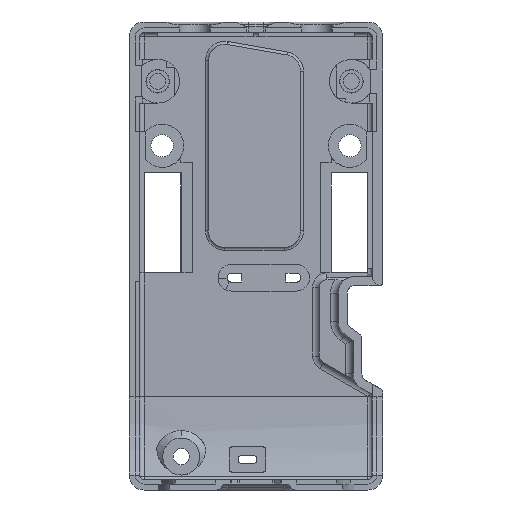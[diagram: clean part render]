
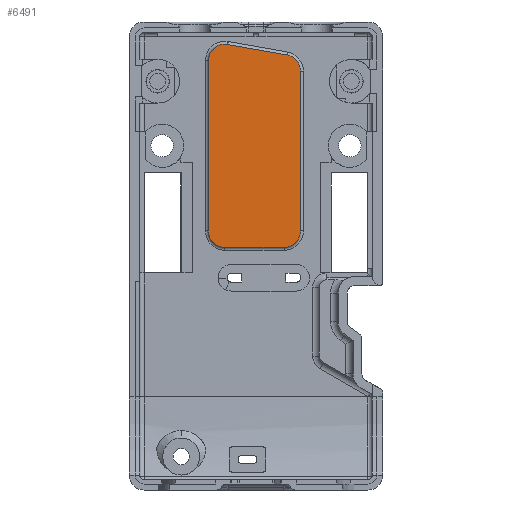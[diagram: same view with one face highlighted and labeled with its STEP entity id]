
A CAD part, front view. The second image highlights one B-rep face of the part: STEP entity #6491.
In plain terms, the highlighted planar face has unit normal (0, -1, 0).
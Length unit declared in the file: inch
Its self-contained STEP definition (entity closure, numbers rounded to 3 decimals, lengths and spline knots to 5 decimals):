
#1514 = CARTESIAN_POINT ( 'NONE',  ( 0.29874, 0.28764, 1.61353 ) ) ;
#1641 = ORIENTED_EDGE ( 'NONE', *, *, #7583, .T. ) ;
#1897 = CARTESIAN_POINT ( 'NONE',  ( -0.20958, 0.28764, 2.86654 ) ) ;
#1934 = DIRECTION ( 'NONE',  ( 0., 0., -1. ) ) ;
#1967 = VERTEX_POINT ( 'NONE', #1897 ) ;
#2098 = AXIS2_PLACEMENT_3D ( 'NONE', #3219, #7898, #15995 ) ;
#2249 = AXIS2_PLACEMENT_3D ( 'NONE', #4324, #4396, #12487 ) ;
#2372 = LINE ( 'NONE', #3362, #6154 ) ;
#2765 = DIRECTION ( 'NONE',  ( 0., 0., 1. ) ) ;
#3219 = CARTESIAN_POINT ( 'NONE',  ( -0.20958, 0.28764, 2.75654 ) ) ;
#3362 = CARTESIAN_POINT ( 'NONE',  ( -0.31958, 0.28764, 1.61353 ) ) ;
#3438 = AXIS2_PLACEMENT_3D ( 'NONE', #16211, #9715, #11179 ) ;
#3473 = VERTEX_POINT ( 'NONE', #9385 ) ;
#3532 = ORIENTED_EDGE ( 'NONE', *, *, #19471, .T. ) ;
#3704 = CARTESIAN_POINT ( 'NONE',  ( -0.20958, 0.28764, 2.75654 ) ) ;
#3848 = ORIENTED_EDGE ( 'NONE', *, *, #20471, .T. ) ;
#4013 = VERTEX_POINT ( 'NONE', #4770 ) ;
#4032 = ORIENTED_EDGE ( 'NONE', *, *, #13314, .T. ) ;
#4221 = VERTEX_POINT ( 'NONE', #9186 ) ;
#4324 = CARTESIAN_POINT ( 'NONE',  ( -0.20958, 0.28764, 2.75654 ) ) ;
#4396 = DIRECTION ( 'NONE',  ( 0., -1., 0. ) ) ;
#4509 = EDGE_CURVE ( 'NONE', #10685, #16932, #2372, .T. ) ;
#4770 = CARTESIAN_POINT ( 'NONE',  ( 0.20784, 0.28764, 2.79464 ) ) ;
#5014 = VECTOR ( 'NONE', #2765, 39.37008 ) ;
#5348 = CIRCLE ( 'NONE', #13775, 0.11 ) ;
#5930 = DIRECTION ( 'NONE',  ( 0., -1., 0. ) ) ;
#6013 = CARTESIAN_POINT ( 'NONE',  ( -0.31958, 0.28764, 2.75654 ) ) ;
#6154 = VECTOR ( 'NONE', #14619, 39.37008 ) ;
#6277 = PLANE ( 'NONE',  #2098 ) ;
#6491 = ADVANCED_FACE ( 'NONE', ( #7588 ), #6277, .T. ) ;
#7525 = VERTEX_POINT ( 'NONE', #10952 ) ;
#7583 = EDGE_CURVE ( 'NONE', #4013, #14271, #19584, .T. ) ;
#7588 = FACE_OUTER_BOUND ( 'NONE', #11438, .T. ) ;
#7898 = DIRECTION ( 'NONE',  ( 0., -1., 0. ) ) ;
#8740 = ORIENTED_EDGE ( 'NONE', *, *, #17425, .T. ) ;
#8938 = EDGE_CURVE ( 'NONE', #16096, #3473, #18054, .T. ) ;
#8976 = CARTESIAN_POINT ( 'NONE',  ( 0.18874, 0.28764, 2.68631 ) ) ;
#9186 = CARTESIAN_POINT ( 'NONE',  ( 0.29874, 0.28764, 2.68631 ) ) ;
#9385 = CARTESIAN_POINT ( 'NONE',  ( 0.18874, 0.28764, 1.50353 ) ) ;
#9715 = DIRECTION ( 'NONE',  ( 0., -1., 0. ) ) ;
#9992 = ORIENTED_EDGE ( 'NONE', *, *, #10428, .T. ) ;
#10199 = CIRCLE ( 'NONE', #2249, 0.11 ) ;
#10269 = LINE ( 'NONE', #1514, #5014 ) ;
#10428 = EDGE_CURVE ( 'NONE', #7525, #4221, #10269, .T. ) ;
#10452 = CARTESIAN_POINT ( 'NONE',  ( 0.18874, 0.28764, 1.61353 ) ) ;
#10685 = VERTEX_POINT ( 'NONE', #6013 ) ;
#10952 = CARTESIAN_POINT ( 'NONE',  ( 0.29874, 0.28764, 1.61353 ) ) ;
#11026 = ORIENTED_EDGE ( 'NONE', *, *, #19060, .T. ) ;
#11179 = DIRECTION ( 'NONE',  ( 0., 0., -1. ) ) ;
#11316 = AXIS2_PLACEMENT_3D ( 'NONE', #8976, #13885, #13956 ) ;
#11383 = DIRECTION ( 'NONE',  ( -0.985, 0., 0.174 ) ) ;
#11438 = EDGE_LOOP ( 'NONE', ( #1641, #4032, #3532, #12969, #11026, #14663, #3848, #9992, #8740 ) ) ;
#12081 = AXIS2_PLACEMENT_3D ( 'NONE', #10452, #5930, #20257 ) ;
#12487 = DIRECTION ( 'NONE',  ( 0., 0., -1. ) ) ;
#12969 = ORIENTED_EDGE ( 'NONE', *, *, #4509, .T. ) ;
#13314 = EDGE_CURVE ( 'NONE', #14271, #1967, #5348, .T. ) ;
#13697 = CARTESIAN_POINT ( 'NONE',  ( -0.19048, 0.28764, 2.86487 ) ) ;
#13775 = AXIS2_PLACEMENT_3D ( 'NONE', #3704, #16730, #1934 ) ;
#13885 = DIRECTION ( 'NONE',  ( 0., -1., 0. ) ) ;
#13956 = DIRECTION ( 'NONE',  ( 0., 0., -1. ) ) ;
#14271 = VERTEX_POINT ( 'NONE', #13697 ) ;
#14483 = CIRCLE ( 'NONE', #12081, 0.11 ) ;
#14619 = DIRECTION ( 'NONE',  ( 0., 0., -1. ) ) ;
#14663 = ORIENTED_EDGE ( 'NONE', *, *, #8938, .T. ) ;
#14835 = DIRECTION ( 'NONE',  ( 1., 0., 0. ) ) ;
#15995 = DIRECTION ( 'NONE',  ( 0., 0., -1. ) ) ;
#16087 = VECTOR ( 'NONE', #11383, 39.37008 ) ;
#16096 = VERTEX_POINT ( 'NONE', #18832 ) ;
#16211 = CARTESIAN_POINT ( 'NONE',  ( -0.20958, 0.28764, 1.61353 ) ) ;
#16394 = CARTESIAN_POINT ( 'NONE',  ( -0.20958, 0.28764, 1.50353 ) ) ;
#16730 = DIRECTION ( 'NONE',  ( 0., -1., 0. ) ) ;
#16932 = VERTEX_POINT ( 'NONE', #18780 ) ;
#17049 = VECTOR ( 'NONE', #14835, 39.37008 ) ;
#17117 = CIRCLE ( 'NONE', #3438, 0.11 ) ;
#17425 = EDGE_CURVE ( 'NONE', #4221, #4013, #19496, .T. ) ;
#18054 = LINE ( 'NONE', #16394, #17049 ) ;
#18780 = CARTESIAN_POINT ( 'NONE',  ( -0.31958, 0.28764, 1.61353 ) ) ;
#18832 = CARTESIAN_POINT ( 'NONE',  ( -0.20958, 0.28764, 1.50353 ) ) ;
#19060 = EDGE_CURVE ( 'NONE', #16932, #16096, #17117, .T. ) ;
#19471 = EDGE_CURVE ( 'NONE', #1967, #10685, #10199, .T. ) ;
#19496 = CIRCLE ( 'NONE', #11316, 0.11 ) ;
#19584 = LINE ( 'NONE', #20611, #16087 ) ;
#20257 = DIRECTION ( 'NONE',  ( 0., 0., -1. ) ) ;
#20471 = EDGE_CURVE ( 'NONE', #3473, #7525, #14483, .T. ) ;
#20611 = CARTESIAN_POINT ( 'NONE',  ( 0.00499, 0.28764, 2.83041 ) ) ;
